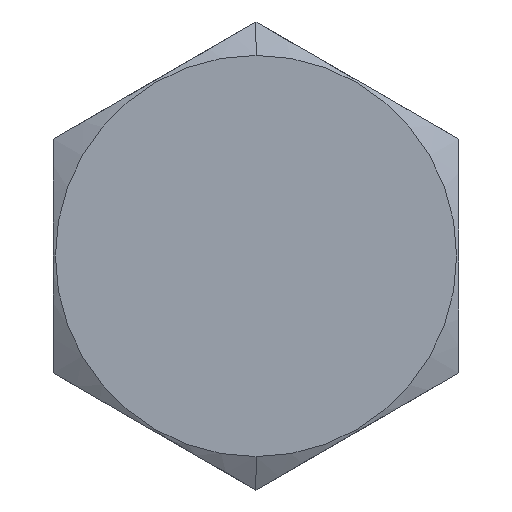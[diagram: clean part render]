
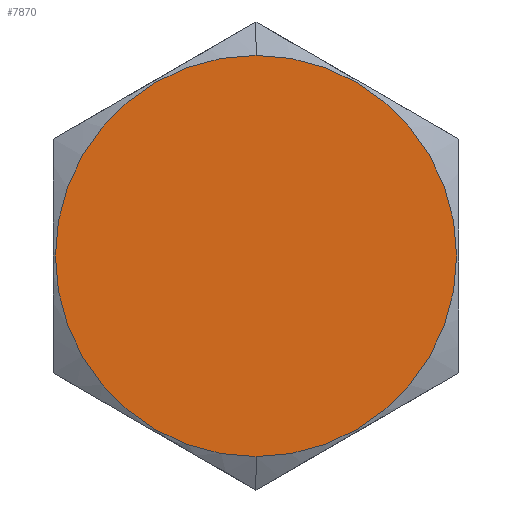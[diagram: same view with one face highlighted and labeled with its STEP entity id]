
A CAD part, left-side view. The second image highlights one B-rep face of the part: STEP entity #7870.
In plain terms, the highlighted planar face has unit normal (-1, 0, 0).
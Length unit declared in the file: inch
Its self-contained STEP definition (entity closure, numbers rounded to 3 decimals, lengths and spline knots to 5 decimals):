
#319 = CIRCLE ( 'NONE', #6751, 0.495 ) ;
#336 = DIRECTION ( 'NONE',  ( 1., 0., 0. ) ) ;
#452 = VERTEX_POINT ( 'NONE', #1545 ) ;
#1472 = DIRECTION ( 'NONE',  ( -1., 0., 0. ) ) ;
#1545 = CARTESIAN_POINT ( 'NONE',  ( -1.12, 0., -0.495 ) ) ;
#1777 = EDGE_CURVE ( 'NONE', #7438, #452, #319, .T. ) ;
#1863 = DIRECTION ( 'NONE',  ( 0., 0., -1. ) ) ;
#2248 = CIRCLE ( 'NONE', #4208, 0.495 ) ;
#2575 = CARTESIAN_POINT ( 'NONE',  ( -1.12, 0., 0. ) ) ;
#2615 = DIRECTION ( 'NONE',  ( 0., 0., 1. ) ) ;
#2890 = CARTESIAN_POINT ( 'NONE',  ( -1.12, 0., 0. ) ) ;
#4208 = AXIS2_PLACEMENT_3D ( 'NONE', #2890, #1472, #6627 ) ;
#4666 = DIRECTION ( 'NONE',  ( -1., 0., 0. ) ) ;
#4791 = CARTESIAN_POINT ( 'NONE',  ( -1.12, 0.5, 0.28868 ) ) ;
#5745 = PLANE ( 'NONE',  #6536 ) ;
#6279 = FACE_OUTER_BOUND ( 'NONE', #8376, .T. ) ;
#6536 = AXIS2_PLACEMENT_3D ( 'NONE', #4791, #336, #1863 ) ;
#6627 = DIRECTION ( 'NONE',  ( 0., 0., 1. ) ) ;
#6630 = ORIENTED_EDGE ( 'NONE', *, *, #1777, .T. ) ;
#6751 = AXIS2_PLACEMENT_3D ( 'NONE', #2575, #4666, #2615 ) ;
#6760 = EDGE_CURVE ( 'NONE', #452, #7438, #2248, .T. ) ;
#7438 = VERTEX_POINT ( 'NONE', #9091 ) ;
#7870 = ADVANCED_FACE ( 'NONE', ( #6279 ), #5745, .F. ) ;
#8376 = EDGE_LOOP ( 'NONE', ( #8688, #6630 ) ) ;
#8688 = ORIENTED_EDGE ( 'NONE', *, *, #6760, .T. ) ;
#9091 = CARTESIAN_POINT ( 'NONE',  ( -1.12, 0., 0.495 ) ) ;
